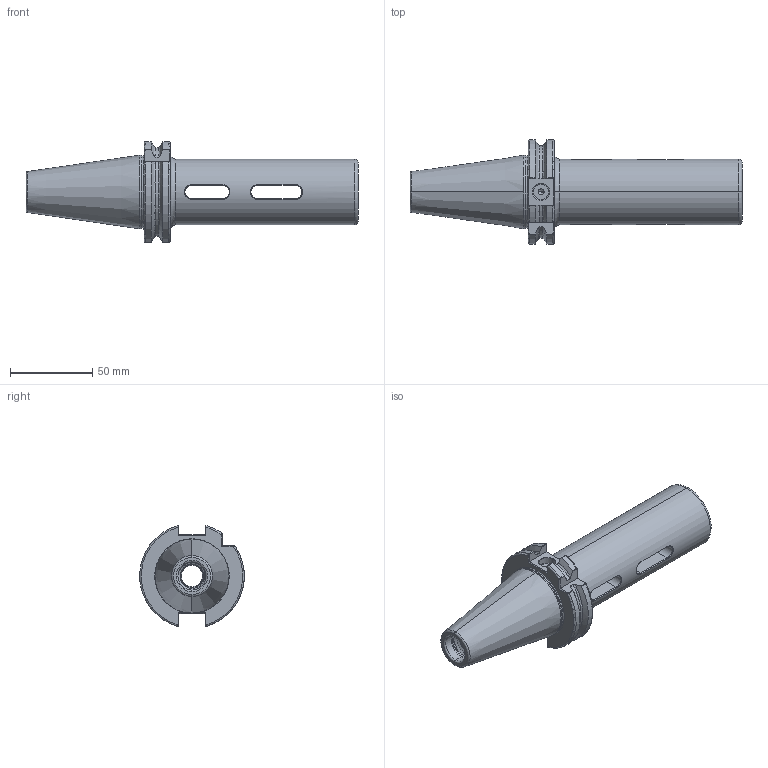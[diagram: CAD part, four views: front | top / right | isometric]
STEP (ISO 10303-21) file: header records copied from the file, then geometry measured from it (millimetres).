
FILE_DESCRIPTION (( 'STEP AP203' ), '1' );
FILE_NAME ('402.07.03.1.STEP', '2016-07-16T06:23:31', ( '' ), ( '' ), 'SwSTEP 2.0', 'SolidWorks 2012', '' );
FILE_SCHEMA (( 'CONFIG_CONTROL_DESIGN' ));
Length unit declared in the file: millimetre
Products named in the file (1): 402.07.03.1
Bounding box: 201.4 x 63.33 x 61.24 mm (x, y, z)
Volume: 197160.7 mm3; surface area: 43471.4 mm2
Topology: 1 solids, 1 shells, 216 faces, 564 edges, 341 vertices
Faces by surface type: cylinder 66, plane 61, torus 35, cone 31, bspline 23
Entity records: 15373 total; most frequent: CARTESIAN_POINT 10501, ORIENTED_EDGE 1108, DIRECTION 864, EDGE_CURVE 554, VERTEX_POINT 341, AXIS2_PLACEMENT_3D 332, EDGE_LOOP 227, ADVANCED_FACE 216
